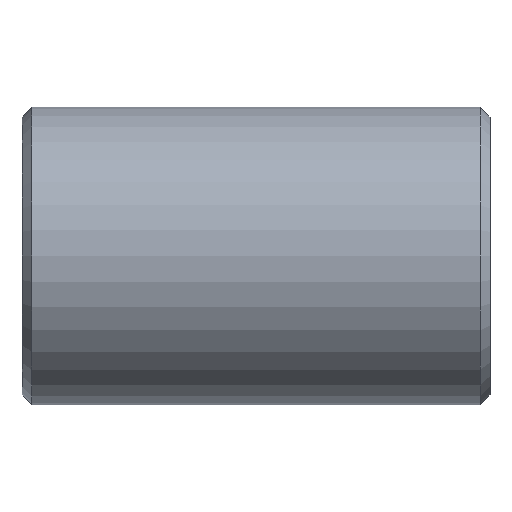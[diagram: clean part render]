
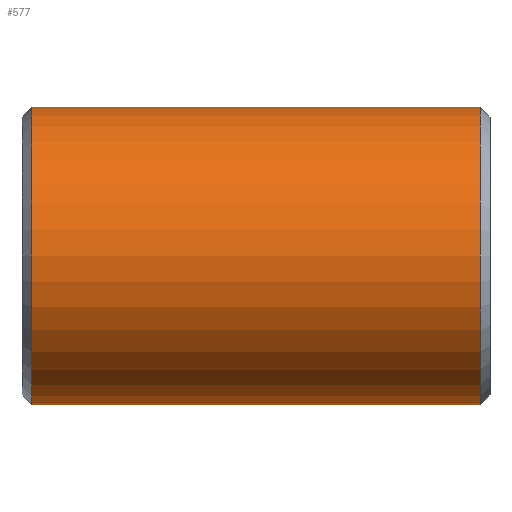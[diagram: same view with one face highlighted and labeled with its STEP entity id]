
A CAD part, front view. The second image highlights one B-rep face of the part: STEP entity #577.
In plain terms, the highlighted cylindrical face has radius 177.8 mm (diameter 355.6 mm), a partial arc.
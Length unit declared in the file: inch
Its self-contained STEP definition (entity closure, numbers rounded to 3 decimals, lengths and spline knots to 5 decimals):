
#16 = DIRECTION ( 'NONE',  ( -1., 0., 0. ) ) ;
#29 = ORIENTED_EDGE ( 'NONE', *, *, #696, .T. ) ;
#43 = CARTESIAN_POINT ( 'NONE',  ( 10.53133, 0., 0. ) ) ;
#53 = VERTEX_POINT ( 'NONE', #351 ) ;
#126 = ORIENTED_EDGE ( 'NONE', *, *, #511, .T. ) ;
#137 = LINE ( 'NONE', #549, #405 ) ;
#144 = FACE_OUTER_BOUND ( 'NONE', #640, .T. ) ;
#146 = AXIS2_PLACEMENT_3D ( 'NONE', #610, #468, #270 ) ;
#150 = DIRECTION ( 'NONE',  ( -1., 0., 0. ) ) ;
#169 = CIRCLE ( 'NONE', #697, 7. ) ;
#201 = CARTESIAN_POINT ( 'NONE',  ( -10.53133, 0., 7. ) ) ;
#221 = CYLINDRICAL_SURFACE ( 'NONE', #675, 7. ) ;
#226 = CIRCLE ( 'NONE', #146, 7. ) ;
#241 = LINE ( 'NONE', #691, #482 ) ;
#270 = DIRECTION ( 'NONE',  ( 0., 0., 1. ) ) ;
#278 = CARTESIAN_POINT ( 'NONE',  ( -10.53133, 0., -7. ) ) ;
#297 = ORIENTED_EDGE ( 'NONE', *, *, #358, .F. ) ;
#351 = CARTESIAN_POINT ( 'NONE',  ( 10.53133, 0., 7. ) ) ;
#358 = EDGE_CURVE ( 'NONE', #391, #469, #241, .T. ) ;
#391 = VERTEX_POINT ( 'NONE', #706 ) ;
#405 = VECTOR ( 'NONE', #150, 39.37008 ) ;
#468 = DIRECTION ( 'NONE',  ( 1., 0., 0. ) ) ;
#469 = VERTEX_POINT ( 'NONE', #278 ) ;
#482 = VECTOR ( 'NONE', #758, 39.37008 ) ;
#511 = EDGE_CURVE ( 'NONE', #53, #724, #137, .T. ) ;
#546 = DIRECTION ( 'NONE',  ( 0., 0., 1. ) ) ;
#549 = CARTESIAN_POINT ( 'NONE',  ( 11., 0., 7. ) ) ;
#551 = EDGE_CURVE ( 'NONE', #724, #469, #226, .T. ) ;
#571 = DIRECTION ( 'NONE',  ( -1., 0., 0. ) ) ;
#577 = ADVANCED_FACE ( 'NONE', ( #144 ), #221, .T. ) ;
#595 = ORIENTED_EDGE ( 'NONE', *, *, #551, .T. ) ;
#598 = CARTESIAN_POINT ( 'NONE',  ( 11., 0., 0. ) ) ;
#610 = CARTESIAN_POINT ( 'NONE',  ( -10.53133, 0., 0. ) ) ;
#640 = EDGE_LOOP ( 'NONE', ( #297, #29, #126, #595 ) ) ;
#675 = AXIS2_PLACEMENT_3D ( 'NONE', #598, #16, #546 ) ;
#691 = CARTESIAN_POINT ( 'NONE',  ( 11., 0., -7. ) ) ;
#696 = EDGE_CURVE ( 'NONE', #391, #53, #169, .T. ) ;
#697 = AXIS2_PLACEMENT_3D ( 'NONE', #43, #571, #837 ) ;
#706 = CARTESIAN_POINT ( 'NONE',  ( 10.53133, 0., -7. ) ) ;
#724 = VERTEX_POINT ( 'NONE', #201 ) ;
#758 = DIRECTION ( 'NONE',  ( -1., 0., 0. ) ) ;
#837 = DIRECTION ( 'NONE',  ( 0., 0., -1. ) ) ;
